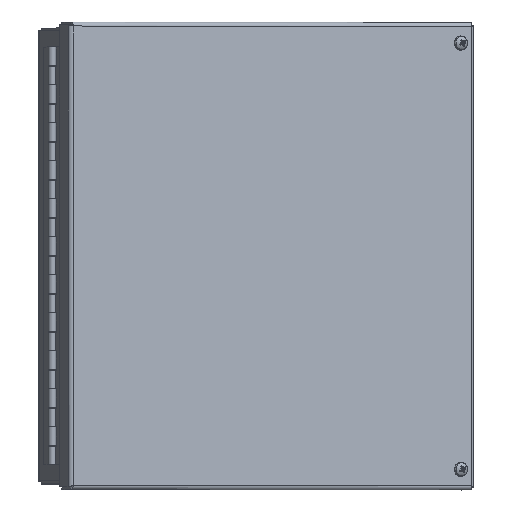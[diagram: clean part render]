
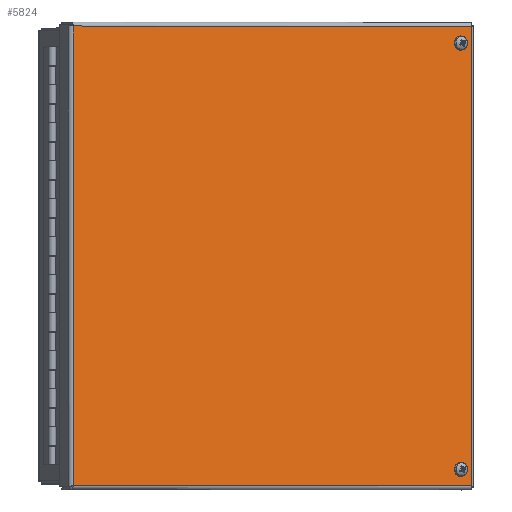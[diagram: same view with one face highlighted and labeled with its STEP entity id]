
A CAD part, top view. The second image highlights one B-rep face of the part: STEP entity #5824.
In plain terms, the highlighted face is planar.
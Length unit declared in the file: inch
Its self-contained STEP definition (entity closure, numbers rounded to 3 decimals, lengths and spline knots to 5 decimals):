
#242=PLANE($,#6207);
#487=LINE($,#8533,#1021);
#503=LINE($,#8635,#1037);
#518=LINE($,#8735,#1052);
#533=LINE($,#8834,#1067);
#1021=VECTOR($,#6911,12.102);
#1037=VECTOR($,#6941,12.102);
#1052=VECTOR($,#6970,12.102);
#1067=VECTOR($,#6999,12.102);
#1480=FACE_BOUND($,#2006,.T.);
#1481=FACE_BOUND($,#2007,.T.);
#1482=FACE_BOUND($,#2008,.T.);
#2006=EDGE_LOOP($,(#4216));
#2007=EDGE_LOOP($,(#4217));
#2008=EDGE_LOOP($,(#4218,#4219,#4220,#4221));
#2367=CIRCLE($,#6175,0.14063);
#2369=CIRCLE($,#6178,0.14063);
#2591=VERTEX_POINT($,#8513);
#2593=VERTEX_POINT($,#8518);
#2596=VERTEX_POINT($,#8524);
#2597=VERTEX_POINT($,#8532);
#2608=VERTEX_POINT($,#8627);
#2618=VERTEX_POINT($,#8727);
#3163=EDGE_CURVE($,#2591,#2591,#2367,.T.);
#3165=EDGE_CURVE($,#2593,#2593,#2369,.T.);
#3168=EDGE_CURVE($,#2597,#2596,#487,.T.);
#3188=EDGE_CURVE($,#2596,#2608,#503,.T.);
#3207=EDGE_CURVE($,#2608,#2618,#518,.T.);
#3226=EDGE_CURVE($,#2618,#2597,#533,.T.);
#4216=ORIENTED_EDGE($,*,*,#3163,.T.);
#4217=ORIENTED_EDGE($,*,*,#3165,.T.);
#4218=ORIENTED_EDGE($,*,*,#3168,.T.);
#4219=ORIENTED_EDGE($,*,*,#3188,.T.);
#4220=ORIENTED_EDGE($,*,*,#3207,.T.);
#4221=ORIENTED_EDGE($,*,*,#3226,.T.);
#5824=ADVANCED_FACE($,(#1480,#1481,#1482),#242,.T.);
#6175=AXIS2_PLACEMENT_3D($,#8514,#6900,#6901);
#6178=AXIS2_PLACEMENT_3D($,#8519,#6906,#6907);
#6207=AXIS2_PLACEMENT_3D($,#8920,#7024,#7025);
#6900=DIRECTION('center_axis',(0.,0.,-1.));
#6901=DIRECTION('ref_axis',(-1.,0.,0.));
#6906=DIRECTION('center_axis',(0.,0.,-1.));
#6907=DIRECTION('ref_axis',(-1.,0.,0.));
#6911=DIRECTION($,(0.,1.,0.));
#6941=DIRECTION($,(-1.,0.,0.));
#6970=DIRECTION($,(0.,-1.,0.));
#6999=DIRECTION($,(1.,0.,0.));
#7024=DIRECTION('center_axis',(0.,0.,1.));
#7025=DIRECTION('ref_axis',(1.,0.,0.));
#8513=CARTESIAN_POINT('',(0.57812,0.54325,0.074));
#8514=CARTESIAN_POINT('Origin',(0.4375,0.54325,0.074));
#8518=CARTESIAN_POINT('',(0.57812,11.76925,0.074));
#8519=CARTESIAN_POINT('Origin',(0.4375,11.76925,0.074));
#8524=CARTESIAN_POINT('',(12.20725,12.20725,0.074));
#8532=CARTESIAN_POINT('',(12.20725,0.10525,0.074));
#8533=CARTESIAN_POINT($,(12.20725,3.13075,0.074));
#8627=CARTESIAN_POINT('',(0.10525,12.20725,0.074));
#8635=CARTESIAN_POINT($,(9.18175,12.20725,0.074));
#8727=CARTESIAN_POINT('',(0.10525,0.10525,0.074));
#8735=CARTESIAN_POINT($,(0.10525,9.18175,0.074));
#8834=CARTESIAN_POINT($,(3.13075,0.10525,0.074));
#8920=CARTESIAN_POINT('Origin',(6.15625,6.15625,0.074));
